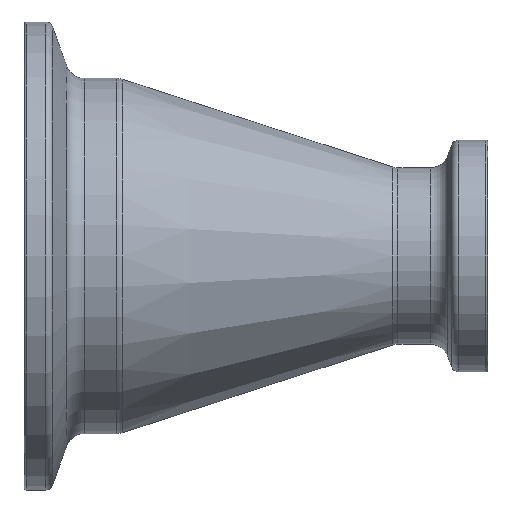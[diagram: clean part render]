
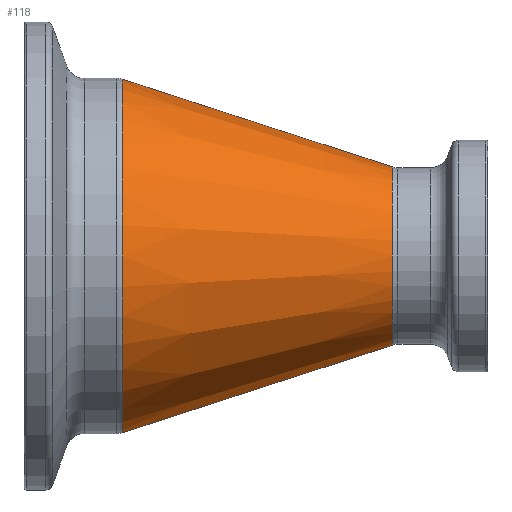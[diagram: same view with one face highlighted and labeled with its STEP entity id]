
A CAD part, front view. The second image highlights one B-rep face of the part: STEP entity #118.
In plain terms, the highlighted conical face has half-angle 17.987 degrees and reference radius 9.623 mm.
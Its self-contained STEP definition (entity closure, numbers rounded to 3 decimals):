
#118 = ADVANCED_FACE ( 'NONE', ( #764 ), #801, .T. ) ;
#197 = DIRECTION ( 'NONE',  ( -1., 0., 0. ) ) ;
#202 = VECTOR ( 'NONE', #322, 1000. ) ;
#280 = CARTESIAN_POINT ( 'NONE',  ( 39.699, 0., -9.623 ) ) ;
#322 = DIRECTION ( 'NONE',  ( -0.951, 0., -0.309 ) ) ;
#371 = CARTESIAN_POINT ( 'NONE',  ( 39.699, 0., 9.623 ) ) ;
#377 = CIRCLE ( 'NONE', #1562, 9.623 ) ;
#546 = VERTEX_POINT ( 'NONE', #1633 ) ;
#607 = DIRECTION ( 'NONE',  ( 0., 0., 1. ) ) ;
#627 = ORIENTED_EDGE ( 'NONE', *, *, #1611, .F. ) ;
#628 = CARTESIAN_POINT ( 'NONE',  ( 39.699, 0., 0. ) ) ;
#634 = ORIENTED_EDGE ( 'NONE', *, *, #1438, .T. ) ;
#637 = EDGE_CURVE ( 'NONE', #1128, #1086, #1074, .T. ) ;
#678 = VERTEX_POINT ( 'NONE', #1410 ) ;
#708 = CARTESIAN_POINT ( 'NONE',  ( 39.699, 0., -9.623 ) ) ;
#720 = CIRCLE ( 'NONE', #1677, 19.077 ) ;
#729 = CARTESIAN_POINT ( 'NONE',  ( 39.699, 0., 0. ) ) ;
#748 = ORIENTED_EDGE ( 'NONE', *, *, #1187, .T. ) ;
#764 = FACE_OUTER_BOUND ( 'NONE', #1397, .T. ) ;
#801 = CONICAL_SURFACE ( 'NONE', #1119, 9.623, 0.314 ) ;
#915 = DIRECTION ( 'NONE',  ( -1., 0., 0. ) ) ;
#932 = ORIENTED_EDGE ( 'NONE', *, *, #637, .F. ) ;
#942 = VECTOR ( 'NONE', #990, 1000. ) ;
#990 = DIRECTION ( 'NONE',  ( -0.951, 0., 0.309 ) ) ;
#1074 = LINE ( 'NONE', #280, #202 ) ;
#1086 = VERTEX_POINT ( 'NONE', #1351 ) ;
#1119 = AXIS2_PLACEMENT_3D ( 'NONE', #628, #915, #1298 ) ;
#1128 = VERTEX_POINT ( 'NONE', #708 ) ;
#1176 = CARTESIAN_POINT ( 'NONE',  ( 10.579, 0., 0. ) ) ;
#1187 = EDGE_CURVE ( 'NONE', #546, #678, #1296, .T. ) ;
#1296 = LINE ( 'NONE', #371, #942 ) ;
#1298 = DIRECTION ( 'NONE',  ( 0., 0., 1. ) ) ;
#1351 = CARTESIAN_POINT ( 'NONE',  ( 10.579, 0., -19.077 ) ) ;
#1397 = EDGE_LOOP ( 'NONE', ( #932, #634, #748, #627 ) ) ;
#1410 = CARTESIAN_POINT ( 'NONE',  ( 10.579, 0., 19.077 ) ) ;
#1438 = EDGE_CURVE ( 'NONE', #1128, #546, #377, .T. ) ;
#1562 = AXIS2_PLACEMENT_3D ( 'NONE', #729, #197, #607 ) ;
#1611 = EDGE_CURVE ( 'NONE', #1086, #678, #720, .T. ) ;
#1633 = CARTESIAN_POINT ( 'NONE',  ( 39.699, 0., 9.623 ) ) ;
#1670 = DIRECTION ( 'NONE',  ( -1., 0., 0. ) ) ;
#1677 = AXIS2_PLACEMENT_3D ( 'NONE', #1176, #1670, #1696 ) ;
#1696 = DIRECTION ( 'NONE',  ( 0., 0., 1. ) ) ;
